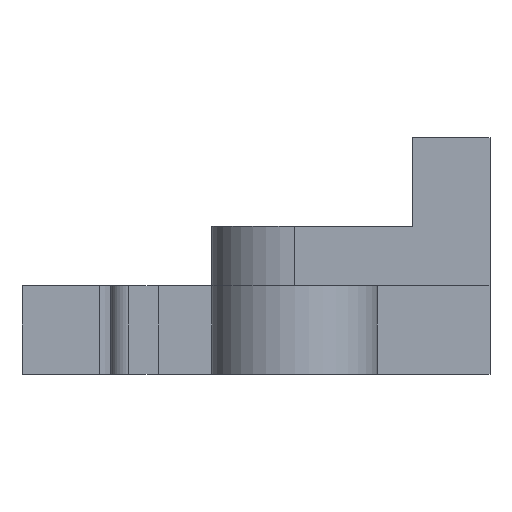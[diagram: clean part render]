
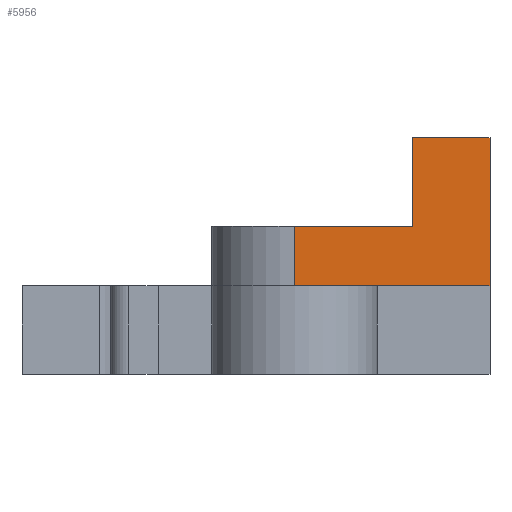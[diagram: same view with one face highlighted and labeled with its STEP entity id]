
A CAD part, left-side view. The second image highlights one B-rep face of the part: STEP entity #5956.
In plain terms, the highlighted planar face has unit normal (-1, 0, 0).
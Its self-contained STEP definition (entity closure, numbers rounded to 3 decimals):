
#44 = PLANE('',#45);
#45 = AXIS2_PLACEMENT_3D('',#46,#47,#48);
#46 = CARTESIAN_POINT('',(114.,0.,15.));
#47 = DIRECTION('',(0.,0.,1.));
#48 = DIRECTION('',(1.,0.,0.));
#72 = PLANE('',#73);
#73 = AXIS2_PLACEMENT_3D('',#74,#75,#76);
#74 = CARTESIAN_POINT('',(14.,0.,0.));
#75 = DIRECTION('',(0.,1.,0.));
#76 = DIRECTION('',(0.,0.,1.));
#4554 = VERTEX_POINT('',#4555);
#4555 = CARTESIAN_POINT('',(28.,0.,40.));
#4569 = PLANE('',#4570);
#4570 = AXIS2_PLACEMENT_3D('',#4571,#4572,#4573);
#4571 = CARTESIAN_POINT('',(28.,0.,40.));
#4572 = DIRECTION('',(0.,0.,1.));
#4573 = DIRECTION('',(1.,0.,0.));
#4581 = EDGE_CURVE('',#4582,#4554,#4584,.T.);
#4582 = VERTEX_POINT('',#4583);
#4583 = CARTESIAN_POINT('',(28.,0.,25.));
#4584 = SURFACE_CURVE('',#4585,(#4589,#4596),.PCURVE_S1.);
#4585 = LINE('',#4586,#4587);
#4586 = CARTESIAN_POINT('',(28.,0.,25.));
#4587 = VECTOR('',#4588,1.);
#4588 = DIRECTION('',(0.,0.,1.));
#4589 = PCURVE('',#72,#4590);
#4590 = DEFINITIONAL_REPRESENTATION('',(#4591),#4595);
#4591 = LINE('',#4592,#4593);
#4592 = CARTESIAN_POINT('',(25.,14.));
#4593 = VECTOR('',#4594,1.);
#4594 = DIRECTION('',(1.,0.));
#4595 = ( GEOMETRIC_REPRESENTATION_CONTEXT(2) 
PARAMETRIC_REPRESENTATION_CONTEXT() REPRESENTATION_CONTEXT('2D SPACE',''
  ) );
#4596 = PCURVE('',#4597,#4602);
#4597 = PLANE('',#4598);
#4598 = AXIS2_PLACEMENT_3D('',#4599,#4600,#4601);
#4599 = CARTESIAN_POINT('',(28.,0.,15.));
#4600 = DIRECTION('',(1.,0.,0.));
#4601 = DIRECTION('',(0.,0.,1.));
#4602 = DEFINITIONAL_REPRESENTATION('',(#4603),#4607);
#4603 = LINE('',#4604,#4605);
#4604 = CARTESIAN_POINT('',(10.,0.));
#4605 = VECTOR('',#4606,1.);
#4606 = DIRECTION('',(1.,0.));
#4607 = ( GEOMETRIC_REPRESENTATION_CONTEXT(2) 
PARAMETRIC_REPRESENTATION_CONTEXT() REPRESENTATION_CONTEXT('2D SPACE',''
  ) );
#4609 = EDGE_CURVE('',#4610,#4582,#4612,.T.);
#4610 = VERTEX_POINT('',#4611);
#4611 = CARTESIAN_POINT('',(28.,0.,15.));
#4612 = SURFACE_CURVE('',#4613,(#4617,#4624),.PCURVE_S1.);
#4613 = LINE('',#4614,#4615);
#4614 = CARTESIAN_POINT('',(28.,0.,15.));
#4615 = VECTOR('',#4616,1.);
#4616 = DIRECTION('',(0.,0.,1.));
#4617 = PCURVE('',#72,#4618);
#4618 = DEFINITIONAL_REPRESENTATION('',(#4619),#4623);
#4619 = LINE('',#4620,#4621);
#4620 = CARTESIAN_POINT('',(15.,14.));
#4621 = VECTOR('',#4622,1.);
#4622 = DIRECTION('',(1.,0.));
#4623 = ( GEOMETRIC_REPRESENTATION_CONTEXT(2) 
PARAMETRIC_REPRESENTATION_CONTEXT() REPRESENTATION_CONTEXT('2D SPACE',''
  ) );
#4624 = PCURVE('',#4597,#4625);
#4625 = DEFINITIONAL_REPRESENTATION('',(#4626),#4630);
#4626 = LINE('',#4627,#4628);
#4627 = CARTESIAN_POINT('',(0.,0.));
#4628 = VECTOR('',#4629,1.);
#4629 = DIRECTION('',(1.,0.));
#4630 = ( GEOMETRIC_REPRESENTATION_CONTEXT(2) 
PARAMETRIC_REPRESENTATION_CONTEXT() REPRESENTATION_CONTEXT('2D SPACE',''
  ) );
#4753 = EDGE_CURVE('',#4554,#4754,#4756,.T.);
#4754 = VERTEX_POINT('',#4755);
#4755 = CARTESIAN_POINT('',(28.,13.,40.));
#4756 = SURFACE_CURVE('',#4757,(#4761,#4768),.PCURVE_S1.);
#4757 = LINE('',#4758,#4759);
#4758 = CARTESIAN_POINT('',(28.,0.,40.));
#4759 = VECTOR('',#4760,1.);
#4760 = DIRECTION('',(0.,1.,0.));
#4761 = PCURVE('',#4569,#4762);
#4762 = DEFINITIONAL_REPRESENTATION('',(#4763),#4767);
#4763 = LINE('',#4764,#4765);
#4764 = CARTESIAN_POINT('',(0.,0.));
#4765 = VECTOR('',#4766,1.);
#4766 = DIRECTION('',(0.,1.));
#4767 = ( GEOMETRIC_REPRESENTATION_CONTEXT(2) 
PARAMETRIC_REPRESENTATION_CONTEXT() REPRESENTATION_CONTEXT('2D SPACE',''
  ) );
#4768 = PCURVE('',#4597,#4769);
#4769 = DEFINITIONAL_REPRESENTATION('',(#4770),#4774);
#4770 = LINE('',#4771,#4772);
#4771 = CARTESIAN_POINT('',(25.,0.));
#4772 = VECTOR('',#4773,1.);
#4773 = DIRECTION('',(0.,-1.));
#4774 = ( GEOMETRIC_REPRESENTATION_CONTEXT(2) 
PARAMETRIC_REPRESENTATION_CONTEXT() REPRESENTATION_CONTEXT('2D SPACE',''
  ) );
#4814 = PLANE('',#4815);
#4815 = AXIS2_PLACEMENT_3D('',#4816,#4817,#4818);
#4816 = CARTESIAN_POINT('',(28.,13.,25.));
#4817 = DIRECTION('',(0.,1.,0.));
#4818 = DIRECTION('',(0.,0.,1.));
#4830 = VERTEX_POINT('',#4831);
#4831 = CARTESIAN_POINT('',(28.,13.,25.));
#4847 = PLANE('',#4848);
#4848 = AXIS2_PLACEMENT_3D('',#4849,#4850,#4851);
#4849 = CARTESIAN_POINT('',(56.,13.,25.));
#4850 = DIRECTION('',(0.,0.,-1.));
#4851 = DIRECTION('',(-1.,0.,0.));
#4859 = EDGE_CURVE('',#4830,#4754,#4860,.T.);
#4860 = SURFACE_CURVE('',#4861,(#4865,#4872),.PCURVE_S1.);
#4861 = LINE('',#4862,#4863);
#4862 = CARTESIAN_POINT('',(28.,13.,25.));
#4863 = VECTOR('',#4864,1.);
#4864 = DIRECTION('',(0.,0.,1.));
#4865 = PCURVE('',#4814,#4866);
#4866 = DEFINITIONAL_REPRESENTATION('',(#4867),#4871);
#4867 = LINE('',#4868,#4869);
#4868 = CARTESIAN_POINT('',(0.,0.));
#4869 = VECTOR('',#4870,1.);
#4870 = DIRECTION('',(1.,0.));
#4871 = ( GEOMETRIC_REPRESENTATION_CONTEXT(2) 
PARAMETRIC_REPRESENTATION_CONTEXT() REPRESENTATION_CONTEXT('2D SPACE',''
  ) );
#4872 = PCURVE('',#4597,#4873);
#4873 = DEFINITIONAL_REPRESENTATION('',(#4874),#4878);
#4874 = LINE('',#4875,#4876);
#4875 = CARTESIAN_POINT('',(10.,-13.));
#4876 = VECTOR('',#4877,1.);
#4877 = DIRECTION('',(1.,0.));
#4878 = ( GEOMETRIC_REPRESENTATION_CONTEXT(2) 
PARAMETRIC_REPRESENTATION_CONTEXT() REPRESENTATION_CONTEXT('2D SPACE',''
  ) );
#5644 = EDGE_CURVE('',#4610,#5645,#5647,.T.);
#5645 = VERTEX_POINT('',#5646);
#5646 = CARTESIAN_POINT('',(28.,33.,15.));
#5647 = SURFACE_CURVE('',#5648,(#5652,#5659),.PCURVE_S1.);
#5648 = LINE('',#5649,#5650);
#5649 = CARTESIAN_POINT('',(28.,0.,15.));
#5650 = VECTOR('',#5651,1.);
#5651 = DIRECTION('',(0.,1.,0.));
#5652 = PCURVE('',#44,#5653);
#5653 = DEFINITIONAL_REPRESENTATION('',(#5654),#5658);
#5654 = LINE('',#5655,#5656);
#5655 = CARTESIAN_POINT('',(-86.,0.));
#5656 = VECTOR('',#5657,1.);
#5657 = DIRECTION('',(0.,1.));
#5658 = ( GEOMETRIC_REPRESENTATION_CONTEXT(2) 
PARAMETRIC_REPRESENTATION_CONTEXT() REPRESENTATION_CONTEXT('2D SPACE',''
  ) );
#5659 = PCURVE('',#4597,#5660);
#5660 = DEFINITIONAL_REPRESENTATION('',(#5661),#5665);
#5661 = LINE('',#5662,#5663);
#5662 = CARTESIAN_POINT('',(0.,0.));
#5663 = VECTOR('',#5664,1.);
#5664 = DIRECTION('',(0.,-1.));
#5665 = ( GEOMETRIC_REPRESENTATION_CONTEXT(2) 
PARAMETRIC_REPRESENTATION_CONTEXT() REPRESENTATION_CONTEXT('2D SPACE',''
  ) );
#5684 = CYLINDRICAL_SURFACE('',#5685,14.);
#5685 = AXIS2_PLACEMENT_3D('',#5686,#5687,#5688);
#5686 = CARTESIAN_POINT('',(42.,33.,15.));
#5687 = DIRECTION('',(0.,0.,1.));
#5688 = DIRECTION('',(1.,0.,0.));
#5754 = VERTEX_POINT('',#5755);
#5755 = CARTESIAN_POINT('',(28.,33.,25.));
#5803 = EDGE_CURVE('',#5645,#5754,#5804,.T.);
#5804 = SURFACE_CURVE('',#5805,(#5809,#5816),.PCURVE_S1.);
#5805 = LINE('',#5806,#5807);
#5806 = CARTESIAN_POINT('',(28.,33.,15.));
#5807 = VECTOR('',#5808,1.);
#5808 = DIRECTION('',(0.,0.,1.));
#5809 = PCURVE('',#5684,#5810);
#5810 = DEFINITIONAL_REPRESENTATION('',(#5811),#5815);
#5811 = LINE('',#5812,#5813);
#5812 = CARTESIAN_POINT('',(3.142,0.));
#5813 = VECTOR('',#5814,1.);
#5814 = DIRECTION('',(0.,1.));
#5815 = ( GEOMETRIC_REPRESENTATION_CONTEXT(2) 
PARAMETRIC_REPRESENTATION_CONTEXT() REPRESENTATION_CONTEXT('2D SPACE',''
  ) );
#5816 = PCURVE('',#4597,#5817);
#5817 = DEFINITIONAL_REPRESENTATION('',(#5818),#5822);
#5818 = LINE('',#5819,#5820);
#5819 = CARTESIAN_POINT('',(0.,-33.));
#5820 = VECTOR('',#5821,1.);
#5821 = DIRECTION('',(1.,0.));
#5822 = ( GEOMETRIC_REPRESENTATION_CONTEXT(2) 
PARAMETRIC_REPRESENTATION_CONTEXT() REPRESENTATION_CONTEXT('2D SPACE',''
  ) );
#5956 = ADVANCED_FACE('',(#5957),#4597,.F.);
#5957 = FACE_BOUND('',#5958,.T.);
#5958 = EDGE_LOOP('',(#5959,#5960,#5961,#5962,#5963,#5984,#5985));
#5959 = ORIENTED_EDGE('',*,*,#4609,.T.);
#5960 = ORIENTED_EDGE('',*,*,#4581,.T.);
#5961 = ORIENTED_EDGE('',*,*,#4753,.T.);
#5962 = ORIENTED_EDGE('',*,*,#4859,.F.);
#5963 = ORIENTED_EDGE('',*,*,#5964,.T.);
#5964 = EDGE_CURVE('',#4830,#5754,#5965,.T.);
#5965 = SURFACE_CURVE('',#5966,(#5970,#5977),.PCURVE_S1.);
#5966 = LINE('',#5967,#5968);
#5967 = CARTESIAN_POINT('',(28.,0.,25.));
#5968 = VECTOR('',#5969,1.);
#5969 = DIRECTION('',(0.,1.,0.));
#5970 = PCURVE('',#4597,#5971);
#5971 = DEFINITIONAL_REPRESENTATION('',(#5972),#5976);
#5972 = LINE('',#5973,#5974);
#5973 = CARTESIAN_POINT('',(10.,0.));
#5974 = VECTOR('',#5975,1.);
#5975 = DIRECTION('',(0.,-1.));
#5976 = ( GEOMETRIC_REPRESENTATION_CONTEXT(2) 
PARAMETRIC_REPRESENTATION_CONTEXT() REPRESENTATION_CONTEXT('2D SPACE',''
  ) );
#5977 = PCURVE('',#4847,#5978);
#5978 = DEFINITIONAL_REPRESENTATION('',(#5979),#5983);
#5979 = LINE('',#5980,#5981);
#5980 = CARTESIAN_POINT('',(28.,-13.));
#5981 = VECTOR('',#5982,1.);
#5982 = DIRECTION('',(0.,1.));
#5983 = ( GEOMETRIC_REPRESENTATION_CONTEXT(2) 
PARAMETRIC_REPRESENTATION_CONTEXT() REPRESENTATION_CONTEXT('2D SPACE',''
  ) );
#5984 = ORIENTED_EDGE('',*,*,#5803,.F.);
#5985 = ORIENTED_EDGE('',*,*,#5644,.F.);
